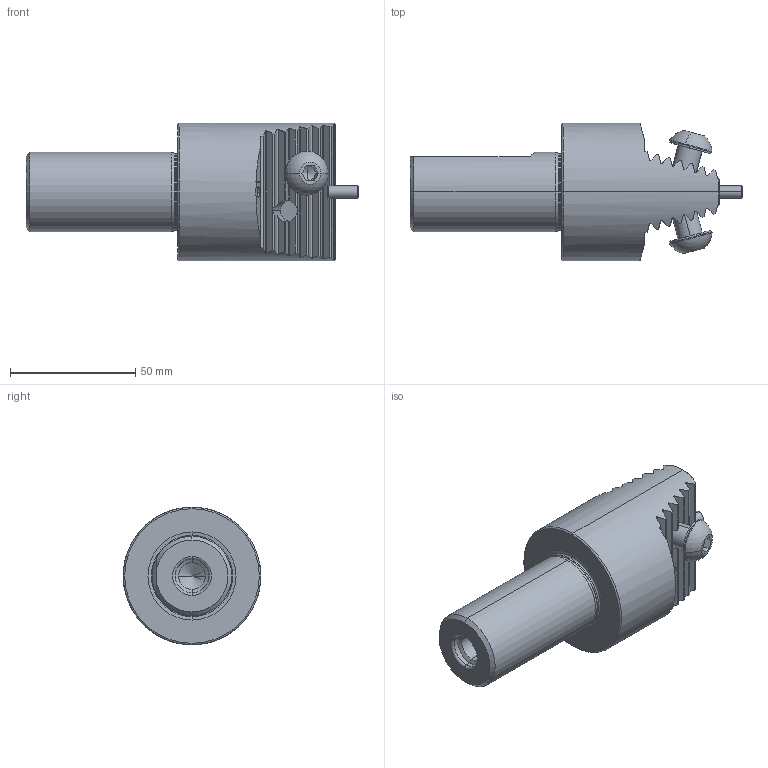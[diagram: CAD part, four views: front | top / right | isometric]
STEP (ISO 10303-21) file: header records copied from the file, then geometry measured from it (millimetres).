
FILE_DESCRIPTION (( 'STEP AP203' ), '1' );
FILE_NAME ('W31.Z55.066.100.STEP', '2024-08-15T14:52:45', ( '' ), ( '' ), 'SwSTEP 2.0', 'SolidWorks 2022', '' );
FILE_SCHEMA (( 'CONFIG_CONTROL_DESIGN' ));
Length unit declared in the file: millimetre
Products named in the file (6): Z55-ER1.002.025_A; Z55-ER1.003.025_A_gespannt; W31-Z55.K23.100_B; Z55-ER1.001.025; W31.Z55.066.100; Z42-ER2.001.019_A
Assembly tree (6 placements, depth 3):
  W31.Z55.066.100
    W31-Z55.K23.100_B
    Z55-ER1.001.025  x2
      Z55-ER1.002.025_A
      Z55-ER1.003.025_A_gespannt
    Z42-ER2.001.019_A
Bounding box: 132.7 x 55 x 55 mm (x, y, z)
Volume: 153982.2 mm3; surface area: 30431.5 mm2
Topology: 6 solids, 6 shells, 308 faces, 797 edges, 494 vertices
Faces by surface type: plane 153, cylinder 88, cone 47, torus 16, sphere 4
Entity records: 9426 total; most frequent: CARTESIAN_POINT 2616, ORIENTED_EDGE 1430, DIRECTION 1187, EDGE_CURVE 715, AXIS2_PLACEMENT_3D 456, VERTEX_POINT 451, EDGE_LOOP 288, FACE_OUTER_BOUND 275
